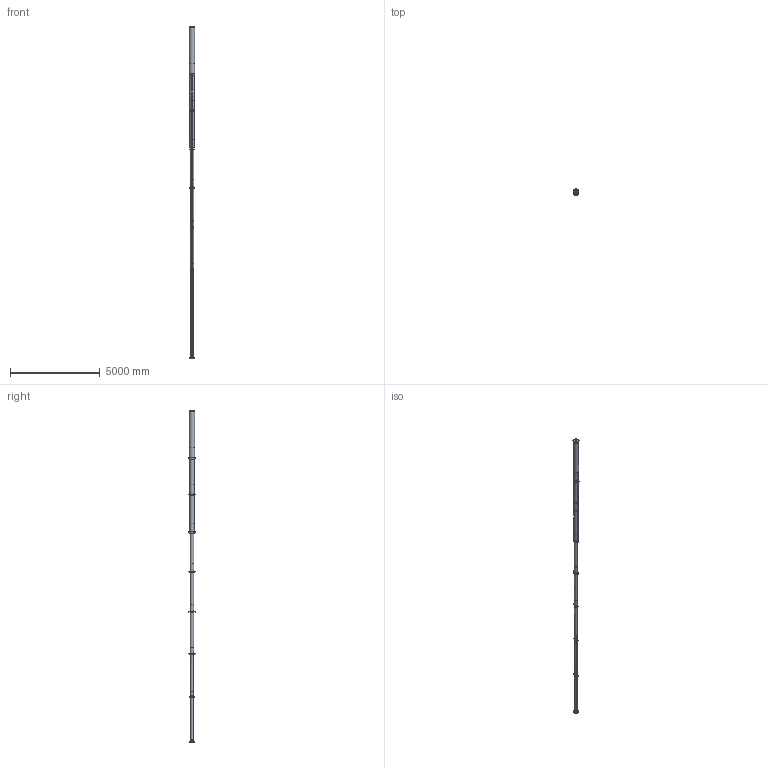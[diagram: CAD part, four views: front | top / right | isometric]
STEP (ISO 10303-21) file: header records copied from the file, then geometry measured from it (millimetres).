
FILE_DESCRIPTION((''),'2;1');
FILE_NAME('10.3-60 SHDL INSTALLATION OF EXTENDED.iam.stp','2013-10-10T15:13:30',('msmith'),(''),'Autodesk Inventor 2013','Autodesk Inventor 2013','');
FILE_SCHEMA(('AUTOMOTIVE_DESIGN { 1 0 10303 214 1 1 1 1 }'));
Length unit declared in the file: inch
Products named in the file (1): 10.3-60 SHDL INSTALLATION OF EXTENDED
Bounding box: 328.94 x 442.29 x 18481.82 mm (x, y, z)
Volume: 90125615 mm3; surface area: 29144851.7 mm2
Topology: 3 solids, 26 shells, 2174 faces, 5559 edges, 3604 vertices
Faces by surface type: plane 981, cylinder 801, bspline 242, cone 72, torus 45, sphere 33
Full cylindrical faces by diameter (mm): 0.003 x28, 0.24 x1, 1.778 x1, 1.93 x1, 2.54 x27, 3.175 x1, 3.658 x2, 4.775 x27, 4.945 x1, 6.299 x7, 6.35 x23, 6.985 x4, 7.798 x4, 8.331 x42, 9.398 x4, 9.525 x6, 9.906 x4, 9.922 x1, 9.931 x6, 11.049 x1, 12.7 x4, 14.288 x4, 14.684 x2, 15.748 x1, 15.875 x4, 16.662 x1, 17.145 x2, 17.475 x14, 21.828 x4, 21.971 x7
Entity records: 97353 total; most frequent: CARTESIAN_POINT 46940, ORIENTED_EDGE 9700, DIRECTION 9263, EDGE_CURVE 4850, AXIS2_PLACEMENT_3D 3540, VERTEX_POINT 3358, EDGE_LOOP 3002, VECTOR 2183
